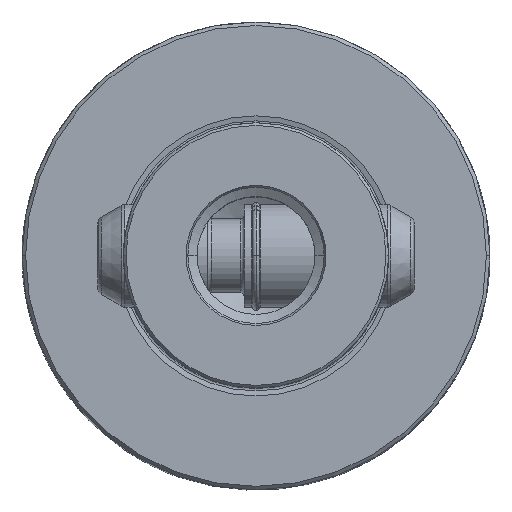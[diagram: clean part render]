
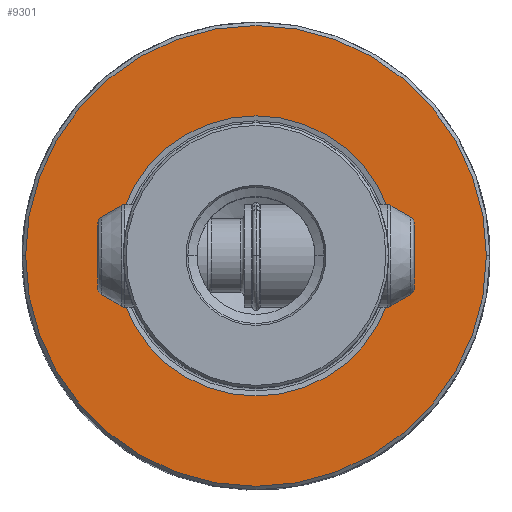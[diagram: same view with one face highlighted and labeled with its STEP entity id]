
A CAD part, top view. The second image highlights one B-rep face of the part: STEP entity #9301.
In plain terms, the highlighted planar face has unit normal (0, 0, 1).
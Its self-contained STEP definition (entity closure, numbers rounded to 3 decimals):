
#5745=VERTEX_POINT('NONE',#13449);
#5821=EDGE_CURVE('NONE',#5745,#9267,#13533,.T.);
#7453=EDGE_CURVE('NONE',#8487,#7553,#15329,.F.);
#7553=VERTEX_POINT('NONE',#15443);
#7849=EDGE_CURVE('NONE',#9267,#5745,#15772,.T.);
#8487=VERTEX_POINT('NONE',#16479);
#9267=VERTEX_POINT('NONE',#17336);
#9301=ADVANCED_FACE('NONE',(#17374,#17375),#17376,.T.);
#9617=EDGE_CURVE('NONE',#7553,#8487,#17717,.F.);
#13449=CARTESIAN_POINT('',(31.275,0.,0.));
#13533=CIRCLE('',#26666,31.275);
#15329=CIRCLE('',#31942,19.012);
#15443=CARTESIAN_POINT('',(-19.012,0.,0.));
#15772=CIRCLE('',#33042,31.275);
#16479=CARTESIAN_POINT('',(19.012,0.,0.));
#17336=CARTESIAN_POINT('',(-31.275,0.,0.));
#17374=FACE_OUTER_BOUND('',#39097,.T.);
#17375=FACE_BOUND('',#39098,.T.);
#17376=PLANE('',#39099);
#17717=CIRCLE('',#39750,19.012);
#26666=AXIS2_PLACEMENT_3D('',#47744,#47745,#47746);
#31942=AXIS2_PLACEMENT_3D('',#49677,#49678,#49679);
#33042=AXIS2_PLACEMENT_3D('',#50168,#50169,#50170);
#39097=EDGE_LOOP('',(#51834,#51835));
#39098=EDGE_LOOP('',(#51836,#51837));
#39099=AXIS2_PLACEMENT_3D('',#51838,#51839,#51840);
#39750=AXIS2_PLACEMENT_3D('',#52149,#52150,#52151);
#47744=CARTESIAN_POINT('',(0.,0.,0.));
#47745=DIRECTION('',(0.0,0.0,-1.0));
#47746=DIRECTION('',(-1.0,0.,0.0));
#49677=CARTESIAN_POINT('',(0.,0.,0.));
#49678=DIRECTION('',(0.0,0.0,-1.0));
#49679=DIRECTION('',(1.0,0.,0.0));
#50168=CARTESIAN_POINT('',(0.,0.,0.));
#50169=DIRECTION('',(0.0,0.0,-1.0));
#50170=DIRECTION('',(-1.0,0.,0.0));
#51834=ORIENTED_EDGE('',*,*,#7849,.F.);
#51835=ORIENTED_EDGE('',*,*,#5821,.F.);
#51836=ORIENTED_EDGE('',*,*,#7453,.F.);
#51837=ORIENTED_EDGE('',*,*,#9617,.F.);
#51838=CARTESIAN_POINT('',(0.0,18.0,0.));
#51839=DIRECTION('',(0.0,0.0,1.0));
#51840=DIRECTION('',(0.0,-1.0,0.0));
#52149=CARTESIAN_POINT('',(0.,0.,0.));
#52150=DIRECTION('',(0.0,0.0,-1.0));
#52151=DIRECTION('',(1.0,0.,0.0));
